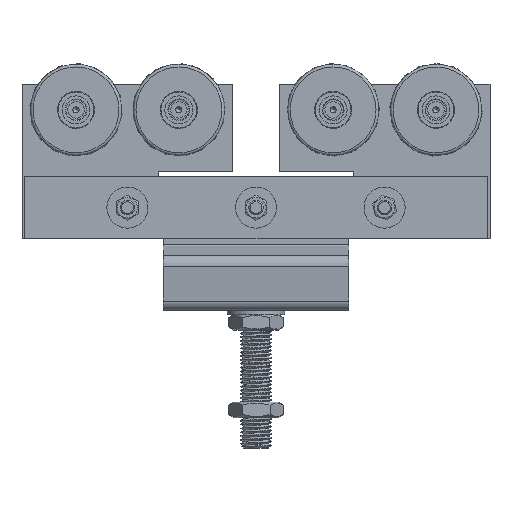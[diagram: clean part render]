
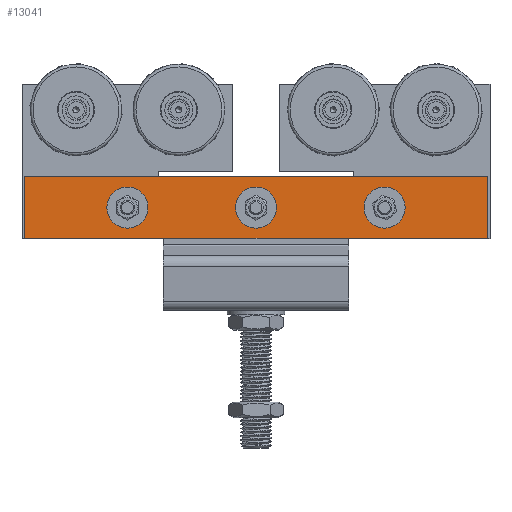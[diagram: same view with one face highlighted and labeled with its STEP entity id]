
A CAD part, top view. The second image highlights one B-rep face of the part: STEP entity #13041.
In plain terms, the highlighted planar face has unit normal (0, 0, 1).
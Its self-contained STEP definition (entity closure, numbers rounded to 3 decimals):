
#426=LINE('',#20640,#742);
#427=LINE('',#20642,#743);
#428=LINE('',#20644,#744);
#429=LINE('',#20645,#745);
#742=VECTOR('',#16201,60.);
#743=VECTOR('',#16202,450.);
#744=VECTOR('',#16203,60.);
#745=VECTOR('',#16204,450.);
#1234=PLANE('',#14018);
#1588=FACE_BOUND('',#3057,.T.);
#1589=FACE_BOUND('',#3058,.T.);
#1590=FACE_BOUND('',#3059,.T.);
#2186=FACE_OUTER_BOUND('',#3056,.T.);
#3056=EDGE_LOOP('',(#8510,#8511,#8512,#8513));
#3057=EDGE_LOOP('',(#8514));
#3058=EDGE_LOOP('',(#8515));
#3059=EDGE_LOOP('',(#8516));
#4431=CIRCLE('',#14019,20.);
#4432=CIRCLE('',#14020,20.);
#4433=CIRCLE('',#14021,20.);
#5614=VERTEX_POINT('',#20638);
#5615=VERTEX_POINT('',#20639);
#5616=VERTEX_POINT('',#20641);
#5617=VERTEX_POINT('',#20643);
#5618=VERTEX_POINT('',#20646);
#5619=VERTEX_POINT('',#20648);
#5620=VERTEX_POINT('',#20650);
#6808=EDGE_CURVE('',#5614,#5615,#426,.T.);
#6809=EDGE_CURVE('',#5616,#5614,#427,.T.);
#6810=EDGE_CURVE('',#5617,#5616,#428,.T.);
#6811=EDGE_CURVE('',#5615,#5617,#429,.T.);
#6812=EDGE_CURVE('',#5618,#5618,#4431,.T.);
#6813=EDGE_CURVE('',#5619,#5619,#4432,.T.);
#6814=EDGE_CURVE('',#5620,#5620,#4433,.T.);
#8510=ORIENTED_EDGE('',*,*,#6808,.F.);
#8511=ORIENTED_EDGE('',*,*,#6809,.F.);
#8512=ORIENTED_EDGE('',*,*,#6810,.F.);
#8513=ORIENTED_EDGE('',*,*,#6811,.F.);
#8514=ORIENTED_EDGE('',*,*,#6812,.T.);
#8515=ORIENTED_EDGE('',*,*,#6813,.T.);
#8516=ORIENTED_EDGE('',*,*,#6814,.T.);
#13041=ADVANCED_FACE('',(#2186,#1588,#1589,#1590),#1234,.T.);
#14018=AXIS2_PLACEMENT_3D('',#20637,#16199,#16200);
#14019=AXIS2_PLACEMENT_3D('',#20647,#16205,#16206);
#14020=AXIS2_PLACEMENT_3D('',#20649,#16207,#16208);
#14021=AXIS2_PLACEMENT_3D('',#20651,#16209,#16210);
#16199=DIRECTION('center_axis',(0.,0.,1.));
#16200=DIRECTION('ref_axis',(1.,0.,0.));
#16201=DIRECTION('',(0.,1.,0.));
#16202=DIRECTION('',(-1.,0.,0.));
#16203=DIRECTION('',(0.,-1.,0.));
#16204=DIRECTION('',(1.,0.,0.));
#16205=DIRECTION('center_axis',(0.,0.,-1.));
#16206=DIRECTION('ref_axis',(0.,-1.,0.));
#16207=DIRECTION('center_axis',(0.,0.,-1.));
#16208=DIRECTION('ref_axis',(0.,-1.,0.));
#16209=DIRECTION('center_axis',(0.,0.,-1.));
#16210=DIRECTION('ref_axis',(0.,-1.,0.));
#20637=CARTESIAN_POINT('Origin',(225.,30.,34.));
#20638=CARTESIAN_POINT('',(0.,0.,34.));
#20639=CARTESIAN_POINT('',(0.,60.,34.));
#20640=CARTESIAN_POINT('',(0.,60.,34.));
#20641=CARTESIAN_POINT('',(450.,0.,34.));
#20642=CARTESIAN_POINT('',(0.,0.,34.));
#20643=CARTESIAN_POINT('',(450.,60.,34.));
#20644=CARTESIAN_POINT('',(450.,0.,34.));
#20645=CARTESIAN_POINT('',(450.,60.,34.));
#20646=CARTESIAN_POINT('',(225.,50.,34.));
#20647=CARTESIAN_POINT('Origin',(225.,30.,34.));
#20648=CARTESIAN_POINT('',(350.,50.,34.));
#20649=CARTESIAN_POINT('Origin',(350.,30.,34.));
#20650=CARTESIAN_POINT('',(100.,50.,34.));
#20651=CARTESIAN_POINT('Origin',(100.,30.,34.));
